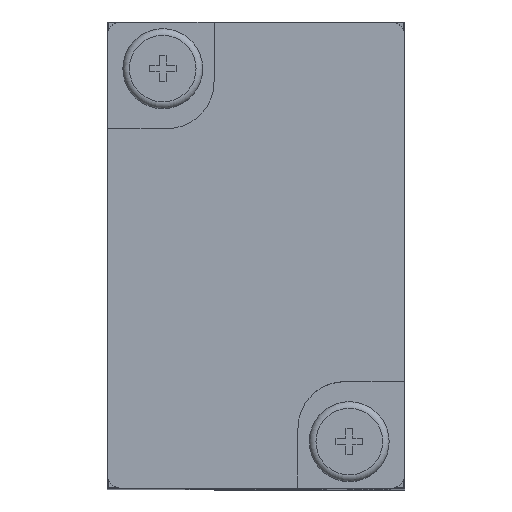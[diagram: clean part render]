
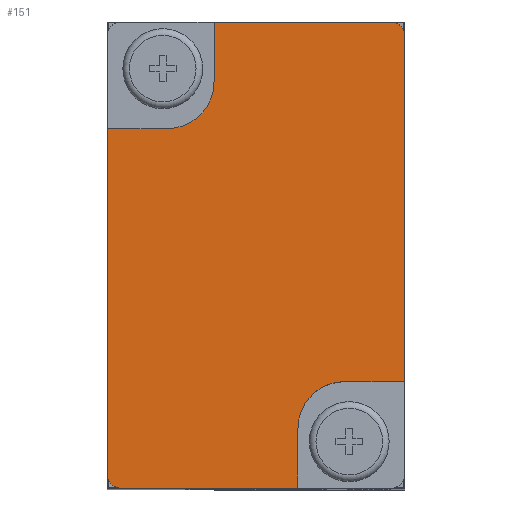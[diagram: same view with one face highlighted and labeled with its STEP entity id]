
A CAD part, top view. The second image highlights one B-rep face of the part: STEP entity #151.
In plain terms, the highlighted planar face has unit normal (0, 0, 1).
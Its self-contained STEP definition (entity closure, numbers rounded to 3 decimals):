
#151 = ADVANCED_FACE( '', ( #393 ), #394, .T. );
#393 = FACE_OUTER_BOUND( '', #718, .T. );
#394 = PLANE( '', #719 );
#718 = EDGE_LOOP( '', ( #1467, #1468, #1469, #1470, #1471, #1472, #1473, #1474, #1475, #1476, #1477, #1478 ) );
#719 = AXIS2_PLACEMENT_3D( '', #1479, #1480, #1481 );
#1467 = ORIENTED_EDGE( '', *, *, #2169, .F. );
#1468 = ORIENTED_EDGE( '', *, *, #2164, .F. );
#1469 = ORIENTED_EDGE( '', *, *, #2167, .F. );
#1470 = ORIENTED_EDGE( '', *, *, #2181, .T. );
#1471 = ORIENTED_EDGE( '', *, *, #2182, .T. );
#1472 = ORIENTED_EDGE( '', *, *, #2183, .T. );
#1473 = ORIENTED_EDGE( '', *, *, #2175, .F. );
#1474 = ORIENTED_EDGE( '', *, *, #2178, .F. );
#1475 = ORIENTED_EDGE( '', *, *, #2180, .F. );
#1476 = ORIENTED_EDGE( '', *, *, #1998, .T. );
#1477 = ORIENTED_EDGE( '', *, *, #2007, .T. );
#1478 = ORIENTED_EDGE( '', *, *, #2184, .T. );
#1479 = CARTESIAN_POINT( '', ( -10.15, 16.5, 0. ) );
#1480 = DIRECTION( '', ( 0., 0., 1. ) );
#1481 = DIRECTION( '', ( 1., 0., 0. ) );
#1998 = EDGE_CURVE( '', #2368, #2366, #2369, .T. );
#2007 = EDGE_CURVE( '', #2366, #2384, #2385, .T. );
#2164 = EDGE_CURVE( '', #2650, #2651, #2652, .T. );
#2167 = EDGE_CURVE( '', #2655, #2650, #2656, .T. );
#2169 = EDGE_CURVE( '', #2651, #2658, #2659, .T. );
#2175 = EDGE_CURVE( '', #2668, #2669, #2670, .T. );
#2178 = EDGE_CURVE( '', #2673, #2668, #2674, .T. );
#2180 = EDGE_CURVE( '', #2368, #2673, #2676, .T. );
#2181 = EDGE_CURVE( '', #2655, #2677, #2678, .T. );
#2182 = EDGE_CURVE( '', #2677, #2679, #2680, .T. );
#2183 = EDGE_CURVE( '', #2679, #2669, #2681, .T. );
#2184 = EDGE_CURVE( '', #2384, #2658, #2682, .T. );
#2366 = VERTEX_POINT( '', #2962 );
#2368 = VERTEX_POINT( '', #2965 );
#2369 = LINE( '', #2966, #2967 );
#2384 = VERTEX_POINT( '', #2986 );
#2385 = CIRCLE( '', #2987, 1. );
#2650 = VERTEX_POINT( '', #3383 );
#2651 = VERTEX_POINT( '', #3384 );
#2652 = CIRCLE( '', #3385, 3.5 );
#2655 = VERTEX_POINT( '', #3390 );
#2656 = LINE( '', #3391, #3392 );
#2658 = VERTEX_POINT( '', #3395 );
#2659 = LINE( '', #3396, #3397 );
#2668 = VERTEX_POINT( '', #3410 );
#2669 = VERTEX_POINT( '', #3411 );
#2670 = LINE( '', #3412, #3413 );
#2673 = VERTEX_POINT( '', #3418 );
#2674 = CIRCLE( '', #3419, 3.5 );
#2676 = LINE( '', #3422, #3423 );
#2677 = VERTEX_POINT( '', #3424 );
#2678 = LINE( '', #3425, #3426 );
#2679 = VERTEX_POINT( '', #3427 );
#2680 = CIRCLE( '', #3428, 1. );
#2681 = LINE( '', #3429, #3430 );
#2682 = LINE( '', #3431, #3432 );
#2962 = CARTESIAN_POINT( '', ( -11.15, -16.5, 0. ) );
#2965 = CARTESIAN_POINT( '', ( -11.15, 9.5, 0. ) );
#2966 = CARTESIAN_POINT( '', ( -11.15, 16.5, 0. ) );
#2967 = VECTOR( '', #3760, 1000. );
#2986 = CARTESIAN_POINT( '', ( -10.15, -17.5, 0. ) );
#2987 = AXIS2_PLACEMENT_3D( '', #3777, #3778, #3779 );
#3383 = CARTESIAN_POINT( '', ( 6.65, -9.5, 0. ) );
#3384 = CARTESIAN_POINT( '', ( 3.15, -13., 0. ) );
#3385 = AXIS2_PLACEMENT_3D( '', #3986, #3987, #3988 );
#3390 = CARTESIAN_POINT( '', ( 11.15, -9.5, 0. ) );
#3391 = CARTESIAN_POINT( '', ( 11.15, -9.5, 0. ) );
#3392 = VECTOR( '', #3991, 1000. );
#3395 = CARTESIAN_POINT( '', ( 3.15, -17.5, 0. ) );
#3396 = CARTESIAN_POINT( '', ( 3.15, -13., 0. ) );
#3397 = VECTOR( '', #3993, 1000. );
#3410 = CARTESIAN_POINT( '', ( -3.15, 13., 0. ) );
#3411 = CARTESIAN_POINT( '', ( -3.15, 17.5, 0. ) );
#3412 = CARTESIAN_POINT( '', ( -3.15, 13., 0. ) );
#3413 = VECTOR( '', #4001, 1000. );
#3418 = CARTESIAN_POINT( '', ( -6.65, 9.5, 0. ) );
#3419 = AXIS2_PLACEMENT_3D( '', #4004, #4005, #4006 );
#3422 = CARTESIAN_POINT( '', ( -11.15, 9.5, 0. ) );
#3423 = VECTOR( '', #4008, 1000. );
#3424 = CARTESIAN_POINT( '', ( 11.15, 16.5, 0. ) );
#3425 = CARTESIAN_POINT( '', ( 11.15, -16.5, 0. ) );
#3426 = VECTOR( '', #4009, 1000. );
#3427 = CARTESIAN_POINT( '', ( 10.15, 17.5, 0. ) );
#3428 = AXIS2_PLACEMENT_3D( '', #4010, #4011, #4012 );
#3429 = CARTESIAN_POINT( '', ( 10.15, 17.5, 0. ) );
#3430 = VECTOR( '', #4013, 1000. );
#3431 = CARTESIAN_POINT( '', ( -10.15, -17.5, 0. ) );
#3432 = VECTOR( '', #4014, 1000. );
#3760 = DIRECTION( '', ( 0., -1., 0. ) );
#3777 = CARTESIAN_POINT( '', ( -10.15, -16.5, 0. ) );
#3778 = DIRECTION( '', ( 0., 0., 1. ) );
#3779 = DIRECTION( '', ( 1., 0., 0. ) );
#3986 = CARTESIAN_POINT( '', ( 6.65, -13., 0. ) );
#3987 = DIRECTION( '', ( 0., 0., 1. ) );
#3988 = DIRECTION( '', ( 1., 0., 0. ) );
#3991 = DIRECTION( '', ( -1., 0., 0. ) );
#3993 = DIRECTION( '', ( 0., -1., 0. ) );
#4001 = DIRECTION( '', ( 0., 1., 0. ) );
#4004 = CARTESIAN_POINT( '', ( -6.65, 13., 0. ) );
#4005 = DIRECTION( '', ( 0., 0., 1. ) );
#4006 = DIRECTION( '', ( 1., 0., 0. ) );
#4008 = DIRECTION( '', ( 1., 0., 0. ) );
#4009 = DIRECTION( '', ( 0., 1., 0. ) );
#4010 = CARTESIAN_POINT( '', ( 10.15, 16.5, 0. ) );
#4011 = DIRECTION( '', ( 0., 0., 1. ) );
#4012 = DIRECTION( '', ( 1., 0., 0. ) );
#4013 = DIRECTION( '', ( -1., 0., 0. ) );
#4014 = DIRECTION( '', ( 1., 0., 0. ) );
